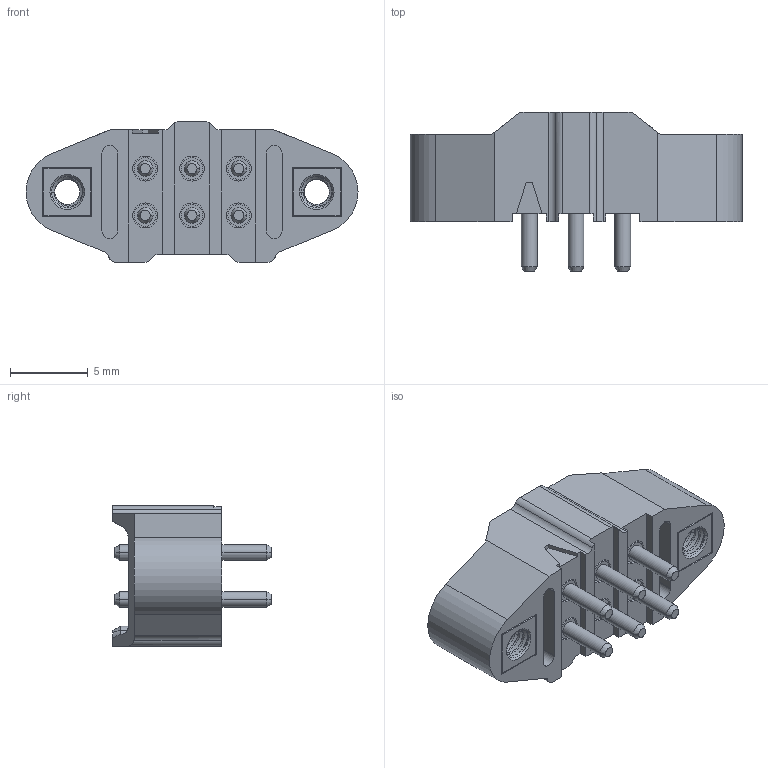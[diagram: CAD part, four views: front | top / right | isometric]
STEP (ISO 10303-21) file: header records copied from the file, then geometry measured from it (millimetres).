
FILE_DESCRIPTION((''),'2;1');
FILE_NAME('M300-MV30645M1_ASM','2014-11-04T',('mplested'),(''),'CREO PARAMETRIC BY PTC INC, 2014190','CREO PARAMETRIC BY PTC INC, 2014190','');
FILE_SCHEMA(('CONFIG_CONTROL_DESIGN'));
Length unit declared in the file: millimetre
Products named in the file (4): M300-321; M300-113; M80-210; M300-MV30645M1_ASM
Assembly tree (9 placements, depth 2):
  M300-MV30645M1_ASM
    M300-321
    M300-113  x6
    M80-210  x2
Bounding box: 21.3 x 10.2 x 9 mm (x, y, z)
Volume: 588.2 mm3; surface area: 1365 mm2
Topology: 9 solids, 11 shells, 556 faces, 1420 edges, 910 vertices
Faces by surface type: cylinder 306, plane 128, cone 98, bspline 24
Entity records: 14131 total; most frequent: CARTESIAN_POINT 5124, ORIENTED_EDGE 1408, DIRECTION 1390, PRESENTATION_STYLE_ASSIGNMENT 710, STYLED_ITEM 710, CURVE_STYLE 706, EDGE_CURVE 706, AXIS2_PLACEMENT_3D 508
